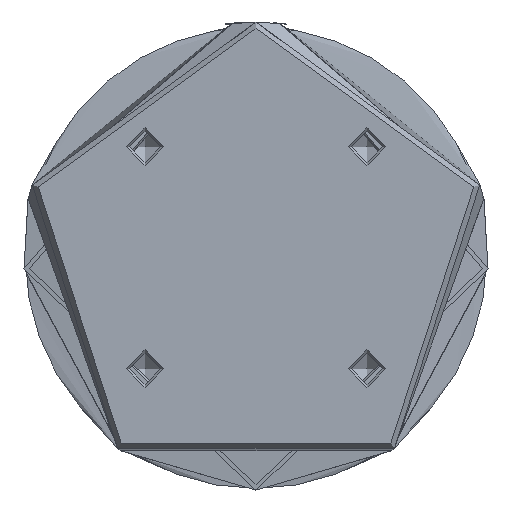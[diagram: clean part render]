
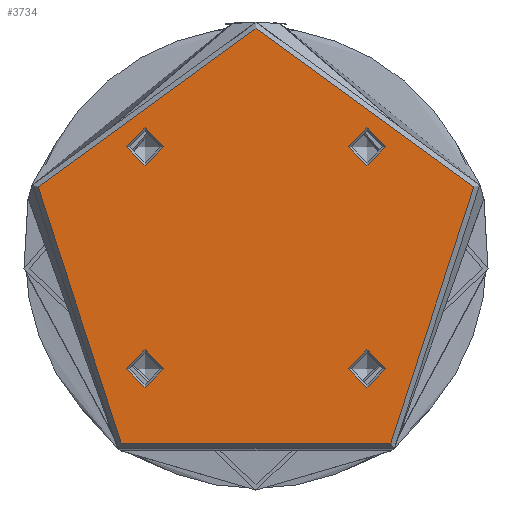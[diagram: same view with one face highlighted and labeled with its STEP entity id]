
A CAD part, front view. The second image highlights one B-rep face of the part: STEP entity #3734.
In plain terms, the highlighted face is planar.
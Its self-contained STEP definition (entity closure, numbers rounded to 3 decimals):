
#9 = EDGE_LOOP ( 'NONE', ( #753 ) ) ;
#55 = EDGE_CURVE ( 'NONE', #3797, #3797, #4509, .T. ) ;
#571 = ORIENTED_EDGE ( 'NONE', *, *, #3549, .F. ) ;
#573 = CARTESIAN_POINT ( 'NONE',  ( 35.355, 35.355, 0. ) ) ;
#753 = ORIENTED_EDGE ( 'NONE', *, *, #4914, .T. ) ;
#763 = CARTESIAN_POINT ( 'NONE',  ( -35.355, -35.355, 0. ) ) ;
#784 = AXIS2_PLACEMENT_3D ( 'NONE', #1128, #4801, #1659 ) ;
#886 = AXIS2_PLACEMENT_3D ( 'NONE', #763, #4417, #1279 ) ;
#1089 = DIRECTION ( 'NONE',  ( 1., 0., 0. ) ) ;
#1106 = DIRECTION ( 'NONE',  ( 0., 0., -1. ) ) ;
#1128 = CARTESIAN_POINT ( 'NONE',  ( 0., 0., 0. ) ) ;
#1279 = DIRECTION ( 'NONE',  ( -1., 0., 0. ) ) ;
#1362 = CARTESIAN_POINT ( 'NONE',  ( 41.355, 35.355, 0. ) ) ;
#1366 = EDGE_LOOP ( 'NONE', ( #1819 ) ) ;
#1600 = FACE_BOUND ( 'NONE', #4539, .T. ) ;
#1626 = EDGE_CURVE ( 'NONE', #2109, #2109, #4402, .T. ) ;
#1659 = DIRECTION ( 'NONE',  ( 1., 0., 0. ) ) ;
#1819 = ORIENTED_EDGE ( 'NONE', *, *, #2079, .F. ) ;
#1923 = CARTESIAN_POINT ( 'NONE',  ( 35.355, -35.355, 0. ) ) ;
#2079 = EDGE_CURVE ( 'NONE', #6150, #6150, #6670, .T. ) ;
#2109 = VERTEX_POINT ( 'NONE', #2422 ) ;
#2110 = CIRCLE ( 'NONE', #4944, 6. ) ;
#2252 = CIRCLE ( 'NONE', #5794, 6. ) ;
#2422 = CARTESIAN_POINT ( 'NONE',  ( 73., 0., 0. ) ) ;
#2464 = DIRECTION ( 'NONE',  ( 1., 0., 0. ) ) ;
#2938 = CARTESIAN_POINT ( 'NONE',  ( -41.355, -35.355, 0. ) ) ;
#3073 = EDGE_LOOP ( 'NONE', ( #5471 ) ) ;
#3167 = VERTEX_POINT ( 'NONE', #1362 ) ;
#3425 = FACE_BOUND ( 'NONE', #9, .T. ) ;
#3492 = CARTESIAN_POINT ( 'NONE',  ( 41.355, -35.355, 0. ) ) ;
#3549 = EDGE_CURVE ( 'NONE', #3167, #3167, #2110, .T. ) ;
#3734 = ADVANCED_FACE ( 'NONE', ( #6723, #1600, #3425, #6650, #6161 ), #4969, .F. ) ;
#3797 = VERTEX_POINT ( 'NONE', #5525 ) ;
#4219 = DIRECTION ( 'NONE',  ( 0., 0., 1. ) ) ;
#4234 = CARTESIAN_POINT ( 'NONE',  ( -35.355, 35.355, 0. ) ) ;
#4402 = CIRCLE ( 'NONE', #784, 73. ) ;
#4417 = DIRECTION ( 'NONE',  ( 0., 0., 1. ) ) ;
#4422 = CARTESIAN_POINT ( 'NONE',  ( 0., 0., 0. ) ) ;
#4509 = CIRCLE ( 'NONE', #5184, 6. ) ;
#4539 = EDGE_LOOP ( 'NONE', ( #5228 ) ) ;
#4782 = DIRECTION ( 'NONE',  ( -1., 0., 0. ) ) ;
#4801 = DIRECTION ( 'NONE',  ( 0., 0., 1. ) ) ;
#4914 = EDGE_CURVE ( 'NONE', #5649, #5649, #2252, .T. ) ;
#4937 = DIRECTION ( 'NONE',  ( 0., 0., -1. ) ) ;
#4944 = AXIS2_PLACEMENT_3D ( 'NONE', #573, #4219, #1089 ) ;
#4969 = PLANE ( 'NONE',  #5187 ) ;
#5184 = AXIS2_PLACEMENT_3D ( 'NONE', #4234, #1106, #4782 ) ;
#5187 = AXIS2_PLACEMENT_3D ( 'NONE', #4422, #4937, #5497 ) ;
#5228 = ORIENTED_EDGE ( 'NONE', *, *, #55, .T. ) ;
#5471 = ORIENTED_EDGE ( 'NONE', *, *, #1626, .T. ) ;
#5497 = DIRECTION ( 'NONE',  ( -1., 0., 0. ) ) ;
#5525 = CARTESIAN_POINT ( 'NONE',  ( -41.355, 35.355, 0. ) ) ;
#5581 = EDGE_LOOP ( 'NONE', ( #571 ) ) ;
#5599 = DIRECTION ( 'NONE',  ( 0., 0., -1. ) ) ;
#5649 = VERTEX_POINT ( 'NONE', #3492 ) ;
#5794 = AXIS2_PLACEMENT_3D ( 'NONE', #1923, #5599, #2464 ) ;
#6150 = VERTEX_POINT ( 'NONE', #2938 ) ;
#6161 = FACE_OUTER_BOUND ( 'NONE', #3073, .T. ) ;
#6650 = FACE_BOUND ( 'NONE', #5581, .T. ) ;
#6670 = CIRCLE ( 'NONE', #886, 6. ) ;
#6723 = FACE_BOUND ( 'NONE', #1366, .T. ) ;
